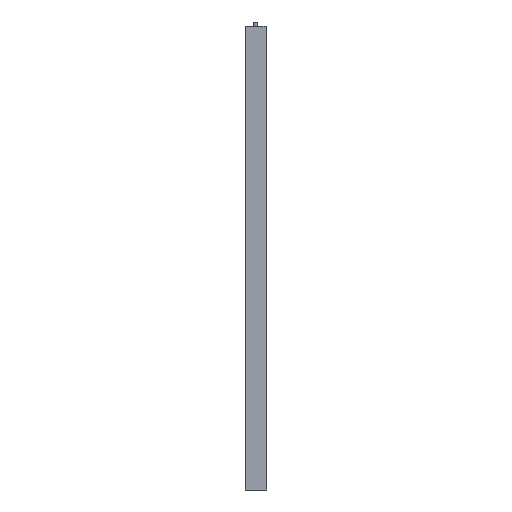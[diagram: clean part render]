
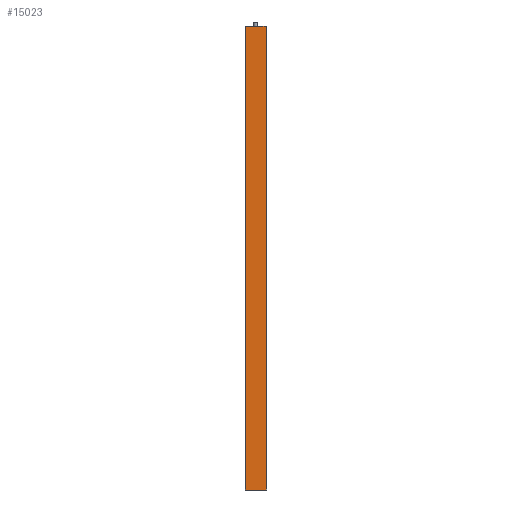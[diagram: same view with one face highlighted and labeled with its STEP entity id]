
A CAD part, left-side view. The second image highlights one B-rep face of the part: STEP entity #15023.
In plain terms, the highlighted planar face has unit normal (-1, 0.024, 0).
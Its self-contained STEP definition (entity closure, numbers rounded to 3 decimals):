
#458 = LINE ( 'NONE', #31627, #12361 ) ;
#1370 = VERTEX_POINT ( 'NONE', #3022 ) ;
#3022 = CARTESIAN_POINT ( 'NONE',  ( -6.102, -0.281, 417. ) ) ;
#3234 = DIRECTION ( 'NONE',  ( 0., 0., 1. ) ) ;
#3471 = DIRECTION ( 'NONE',  ( 0.024, 1., 0. ) ) ;
#4949 = AXIS2_PLACEMENT_3D ( 'NONE', #12113, #9532, #31842 ) ;
#7452 = VERTEX_POINT ( 'NONE', #22080 ) ;
#7952 = VECTOR ( 'NONE', #21740, 1000. ) ;
#9532 = DIRECTION ( 'NONE',  ( 1., -0.024, 0. ) ) ;
#10196 = EDGE_CURVE ( 'NONE', #1370, #7452, #17694, .T. ) ;
#11399 = EDGE_CURVE ( 'NONE', #25427, #7452, #458, .T. ) ;
#12113 = CARTESIAN_POINT ( 'NONE',  ( -6.102, -0.281, -417. ) ) ;
#12361 = VECTOR ( 'NONE', #3234, 1000. ) ;
#12392 = VECTOR ( 'NONE', #3471, 1000. ) ;
#13224 = ORIENTED_EDGE ( 'NONE', *, *, #10196, .T. ) ;
#15023 = ADVANCED_FACE ( 'NONE', ( #25231 ), #36471, .F. ) ;
#15457 = CARTESIAN_POINT ( 'NONE',  ( -6.102, -0.281, -417. ) ) ;
#15929 = CARTESIAN_POINT ( 'NONE',  ( -5.227, 36.312, -417. ) ) ;
#17694 = LINE ( 'NONE', #34269, #12392 ) ;
#18860 = ORIENTED_EDGE ( 'NONE', *, *, #11399, .F. ) ;
#19291 = CARTESIAN_POINT ( 'NONE',  ( -6.102, -0.281, -417. ) ) ;
#19393 = CARTESIAN_POINT ( 'NONE',  ( -6.102, -0.281, -417. ) ) ;
#21740 = DIRECTION ( 'NONE',  ( 0.024, 1., 0. ) ) ;
#22080 = CARTESIAN_POINT ( 'NONE',  ( -5.227, 36.312, 417. ) ) ;
#23030 = VECTOR ( 'NONE', #27757, 1000. ) ;
#23502 = ORIENTED_EDGE ( 'NONE', *, *, #33788, .F. ) ;
#24670 = LINE ( 'NONE', #15457, #7952 ) ;
#25231 = FACE_OUTER_BOUND ( 'NONE', #27643, .T. ) ;
#25342 = ORIENTED_EDGE ( 'NONE', *, *, #28134, .T. ) ;
#25427 = VERTEX_POINT ( 'NONE', #15929 ) ;
#27643 = EDGE_LOOP ( 'NONE', ( #13224, #18860, #23502, #25342 ) ) ;
#27757 = DIRECTION ( 'NONE',  ( 0., 0., 1. ) ) ;
#28134 = EDGE_CURVE ( 'NONE', #29267, #1370, #30701, .T. ) ;
#29267 = VERTEX_POINT ( 'NONE', #19393 ) ;
#30701 = LINE ( 'NONE', #19291, #23030 ) ;
#31627 = CARTESIAN_POINT ( 'NONE',  ( -5.227, 36.312, -417. ) ) ;
#31842 = DIRECTION ( 'NONE',  ( 0.024, 1., 0. ) ) ;
#33788 = EDGE_CURVE ( 'NONE', #29267, #25427, #24670, .T. ) ;
#34269 = CARTESIAN_POINT ( 'NONE',  ( -6.102, -0.281, 417. ) ) ;
#36471 = PLANE ( 'NONE',  #4949 ) ;
